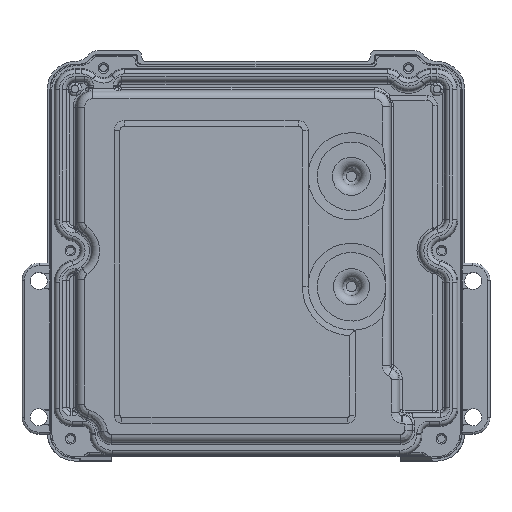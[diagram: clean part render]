
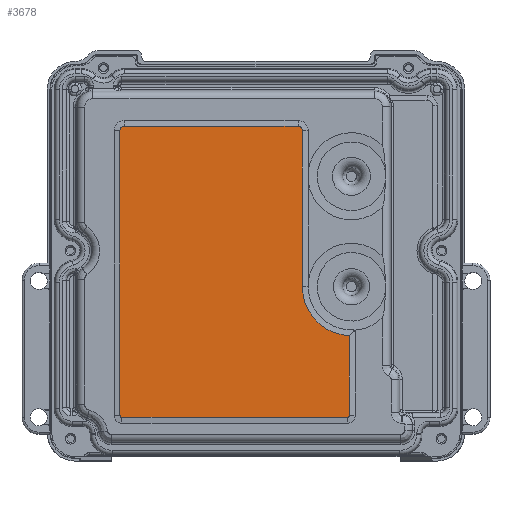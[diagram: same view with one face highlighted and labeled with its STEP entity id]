
A CAD part, top view. The second image highlights one B-rep face of the part: STEP entity #3678.
In plain terms, the highlighted planar face has unit normal (0, 0, 1).
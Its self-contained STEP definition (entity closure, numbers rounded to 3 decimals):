
#2398=CIRCLE('',#27408,21.2);
#2399=CIRCLE('',#27409,1.9);
#2400=CIRCLE('',#27410,1.9);
#2401=CIRCLE('',#27411,0.9);
#2402=CIRCLE('',#27412,0.9);
#3678=ADVANCED_FACE('',(#5672),#4957,.F.);
#4957=PLANE('',#27413);
#5672=FACE_OUTER_BOUND('',#7247,.T.);
#7247=EDGE_LOOP('',(#13610,#13611,#13612,#13613,#13614,#13615,#13616,#13617,
#13618,#13619));
#8914=LINE('',#42488,#10423);
#8915=LINE('',#42492,#10424);
#8916=LINE('',#42496,#10425);
#8917=LINE('',#42500,#10426);
#8918=LINE('',#42504,#10427);
#10423=VECTOR('',#31764,1.);
#10424=VECTOR('',#31767,1.);
#10425=VECTOR('',#31770,1.);
#10426=VECTOR('',#31773,1.);
#10427=VECTOR('',#31776,1.);
#13610=ORIENTED_EDGE('',*,*,#23047,.T.);
#13611=ORIENTED_EDGE('',*,*,#23048,.T.);
#13612=ORIENTED_EDGE('',*,*,#23049,.T.);
#13613=ORIENTED_EDGE('',*,*,#23050,.T.);
#13614=ORIENTED_EDGE('',*,*,#23051,.T.);
#13615=ORIENTED_EDGE('',*,*,#23052,.T.);
#13616=ORIENTED_EDGE('',*,*,#23053,.T.);
#13617=ORIENTED_EDGE('',*,*,#23054,.T.);
#13618=ORIENTED_EDGE('',*,*,#23055,.T.);
#13619=ORIENTED_EDGE('',*,*,#23056,.T.);
#20216=VERTEX_POINT('',#42486);
#20217=VERTEX_POINT('',#42487);
#20218=VERTEX_POINT('',#42489);
#20219=VERTEX_POINT('',#42491);
#20220=VERTEX_POINT('',#42493);
#20221=VERTEX_POINT('',#42495);
#20222=VERTEX_POINT('',#42497);
#20223=VERTEX_POINT('',#42499);
#20224=VERTEX_POINT('',#42501);
#20225=VERTEX_POINT('',#42503);
#23047=EDGE_CURVE('',#20216,#20217,#2398,.T.);
#23048=EDGE_CURVE('',#20217,#20218,#8914,.T.);
#23049=EDGE_CURVE('',#20218,#20219,#2399,.T.);
#23050=EDGE_CURVE('',#20219,#20220,#8915,.T.);
#23051=EDGE_CURVE('',#20220,#20221,#2400,.T.);
#23052=EDGE_CURVE('',#20221,#20222,#8916,.T.);
#23053=EDGE_CURVE('',#20222,#20223,#2401,.T.);
#23054=EDGE_CURVE('',#20223,#20224,#8917,.T.);
#23055=EDGE_CURVE('',#20224,#20225,#2402,.T.);
#23056=EDGE_CURVE('',#20225,#20216,#8918,.T.);
#27408=AXIS2_PLACEMENT_3D('',#42485,#31762,#31763);
#27409=AXIS2_PLACEMENT_3D('',#42490,#31765,#31766);
#27410=AXIS2_PLACEMENT_3D('',#42494,#31768,#31769);
#27411=AXIS2_PLACEMENT_3D('',#42498,#31771,#31772);
#27412=AXIS2_PLACEMENT_3D('',#42502,#31774,#31775);
#27413=AXIS2_PLACEMENT_3D('',#42505,#31777,#31778);
#31762=DIRECTION('',(0.,0.,-1.));
#31763=DIRECTION('',(-1.,0.,0.));
#31764=DIRECTION('',(0.,1.,0.));
#31765=DIRECTION('',(0.,0.,1.));
#31766=DIRECTION('',(-1.,0.,0.));
#31767=DIRECTION('',(-1.,0.,0.));
#31768=DIRECTION('',(0.,0.,1.));
#31769=DIRECTION('',(-1.,0.,0.));
#31770=DIRECTION('',(0.,-1.,0.));
#31771=DIRECTION('',(0.,0.,1.));
#31772=DIRECTION('',(-1.,0.,0.));
#31773=DIRECTION('',(1.,0.,0.));
#31774=DIRECTION('',(0.,0.,1.));
#31775=DIRECTION('',(-1.,0.,0.));
#31776=DIRECTION('',(0.,1.,0.));
#31777=DIRECTION('',(0.,0.,-1.));
#31778=DIRECTION('',(-1.,0.,0.));
#42485=CARTESIAN_POINT('',(311.389,629.093,6.));
#42486=CARTESIAN_POINT('',(310.489,607.912,6.));
#42487=CARTESIAN_POINT('',(290.189,629.093,6.));
#42488=CARTESIAN_POINT('',(290.189,696.593,6.));
#42489=CARTESIAN_POINT('',(290.189,696.593,6.));
#42490=CARTESIAN_POINT('',(288.289,696.593,6.));
#42491=CARTESIAN_POINT('',(288.289,698.493,6.));
#42492=CARTESIAN_POINT('',(213.089,698.493,6.));
#42493=CARTESIAN_POINT('',(213.089,698.493,6.));
#42494=CARTESIAN_POINT('',(213.089,696.593,6.));
#42495=CARTESIAN_POINT('',(211.189,696.593,6.));
#42496=CARTESIAN_POINT('',(211.189,696.593,6.));
#42497=CARTESIAN_POINT('',(211.189,573.493,6.));
#42498=CARTESIAN_POINT('',(212.089,573.493,6.));
#42499=CARTESIAN_POINT('',(212.089,572.593,6.));
#42500=CARTESIAN_POINT('',(213.089,572.593,6.));
#42501=CARTESIAN_POINT('',(309.589,572.593,6.));
#42502=CARTESIAN_POINT('',(309.589,573.493,6.));
#42503=CARTESIAN_POINT('',(310.489,573.493,6.));
#42504=CARTESIAN_POINT('',(310.489,696.593,6.));
#42505=CARTESIAN_POINT('',(213.089,696.593,6.));
